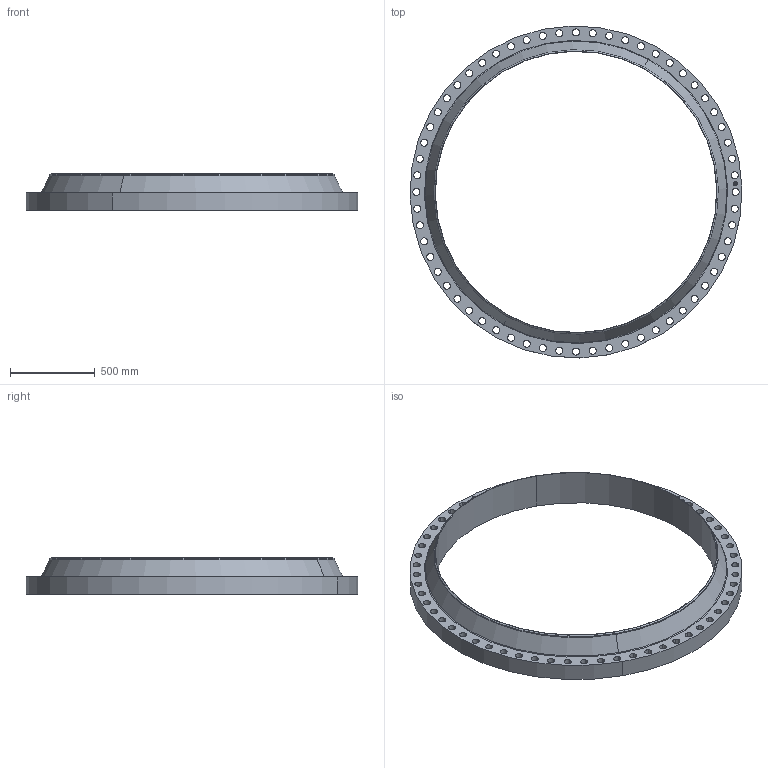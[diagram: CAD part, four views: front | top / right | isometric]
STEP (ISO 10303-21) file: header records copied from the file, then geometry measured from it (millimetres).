
FILE_DESCRIPTION(('3D STEP'),'2;1');
FILE_NAME('66-350-RF-WN-XH-BCIS-FLANGE.stp','2013-09-15T15:07:44+00:00',('Texas Flange'),(''),'CATIA Version 5 Release 20 SP 6 (IN-10)','CATIA V5 STEP AP214','800-826-3801');
FILE_SCHEMA(('AUTOMOTIVE_DESIGN { 1 0 10303 214 1 1 1 1 }'));
Length unit declared in the file: inch
Products named in the file (1): 66-350-RF-WN-XH-BCIS-FLANGE
Bounding box: 1955.26 x 1955.26 x 217.49 mm (x, y, z)
Volume: 98168183.9 mm3; surface area: 4472672 mm2
Topology: 1 solids, 1 shells, 583 faces, 1860 edges, 1238 vertices
Faces by surface type: plane 369, cylinder 208, cone 4, torus 2
Entity records: 22182 total; most frequent: ORIENTED_EDGE 3720, CARTESIAN_POINT 3521, DIRECTION 2704, EDGE_CURVE 1860, VECTOR 1316, LINE 1316, VERTEX_POINT 1238, AXIS2_PLACEMENT_3D 967
